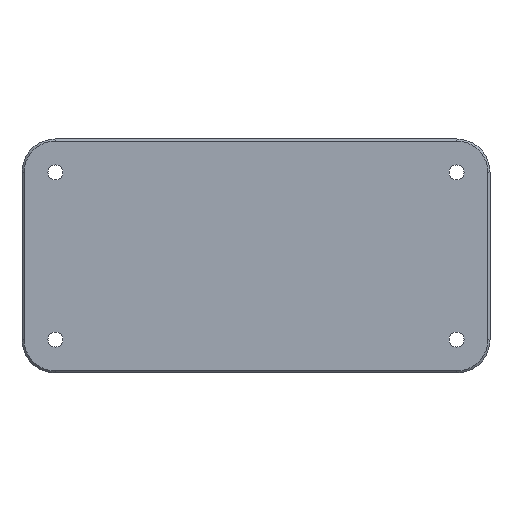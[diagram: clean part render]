
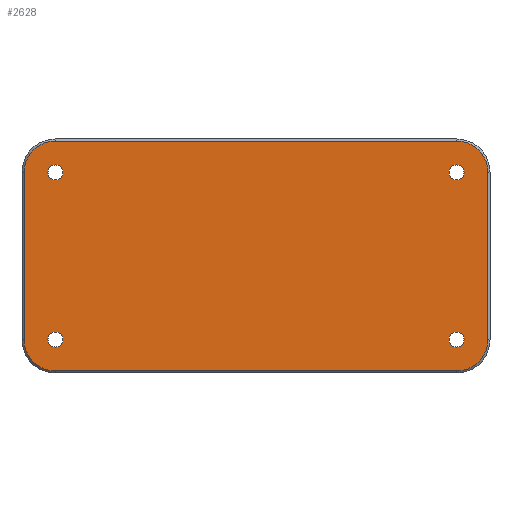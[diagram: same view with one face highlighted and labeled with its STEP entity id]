
A CAD part, front view. The second image highlights one B-rep face of the part: STEP entity #2628.
In plain terms, the highlighted planar face has unit normal (0, -1, 0).
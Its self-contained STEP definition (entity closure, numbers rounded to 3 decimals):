
#90=FACE_BOUND('',#464,.T.);
#91=FACE_BOUND('',#465,.T.);
#92=FACE_BOUND('',#466,.T.);
#93=FACE_BOUND('',#467,.T.);
#163=CIRCLE('',#2815,9.4);
#165=CIRCLE('',#2819,9.4);
#167=CIRCLE('',#2823,9.4);
#169=CIRCLE('',#2827,9.4);
#172=CIRCLE('',#2835,2.25);
#173=CIRCLE('',#2836,2.25);
#174=CIRCLE('',#2837,2.25);
#175=CIRCLE('',#2838,2.25);
#310=FACE_OUTER_BOUND('',#463,.T.);
#463=EDGE_LOOP('',(#1965,#1966,#1967,#1968,#1969,#1970,#1971,#1972));
#464=EDGE_LOOP('',(#1973));
#465=EDGE_LOOP('',(#1974));
#466=EDGE_LOOP('',(#1975));
#467=EDGE_LOOP('',(#1976));
#678=LINE('',#4068,#932);
#683=LINE('',#4082,#937);
#687=LINE('',#4094,#941);
#691=LINE('',#4106,#945);
#932=VECTOR('',#3247,10.);
#937=VECTOR('',#3260,10.);
#941=VECTOR('',#3272,10.);
#945=VECTOR('',#3284,10.);
#1193=VERTEX_POINT('',#4065);
#1194=VERTEX_POINT('',#4067);
#1197=VERTEX_POINT('',#4075);
#1199=VERTEX_POINT('',#4080);
#1201=VERTEX_POINT('',#4087);
#1203=VERTEX_POINT('',#4092);
#1205=VERTEX_POINT('',#4099);
#1207=VERTEX_POINT('',#4104);
#1213=VERTEX_POINT('',#4130);
#1214=VERTEX_POINT('',#4132);
#1215=VERTEX_POINT('',#4134);
#1216=VERTEX_POINT('',#4136);
#1471=EDGE_CURVE('',#1193,#1194,#678,.T.);
#1476=EDGE_CURVE('',#1197,#1193,#163,.T.);
#1478=EDGE_CURVE('',#1199,#1197,#683,.T.);
#1482=EDGE_CURVE('',#1201,#1199,#165,.T.);
#1484=EDGE_CURVE('',#1203,#1201,#687,.T.);
#1488=EDGE_CURVE('',#1205,#1203,#167,.T.);
#1490=EDGE_CURVE('',#1207,#1205,#691,.T.);
#1493=EDGE_CURVE('',#1194,#1207,#169,.T.);
#1503=EDGE_CURVE('',#1213,#1213,#172,.T.);
#1504=EDGE_CURVE('',#1214,#1214,#173,.T.);
#1505=EDGE_CURVE('',#1215,#1215,#174,.T.);
#1506=EDGE_CURVE('',#1216,#1216,#175,.T.);
#1965=ORIENTED_EDGE('',*,*,#1471,.F.);
#1966=ORIENTED_EDGE('',*,*,#1476,.F.);
#1967=ORIENTED_EDGE('',*,*,#1478,.F.);
#1968=ORIENTED_EDGE('',*,*,#1482,.F.);
#1969=ORIENTED_EDGE('',*,*,#1484,.F.);
#1970=ORIENTED_EDGE('',*,*,#1488,.F.);
#1971=ORIENTED_EDGE('',*,*,#1490,.F.);
#1972=ORIENTED_EDGE('',*,*,#1493,.F.);
#1973=ORIENTED_EDGE('',*,*,#1503,.T.);
#1974=ORIENTED_EDGE('',*,*,#1504,.T.);
#1975=ORIENTED_EDGE('',*,*,#1505,.T.);
#1976=ORIENTED_EDGE('',*,*,#1506,.T.);
#2536=PLANE('',#2834);
#2628=ADVANCED_FACE('',(#310,#90,#91,#92,#93),#2536,.T.);
#2815=AXIS2_PLACEMENT_3D('',#4077,#3255,#3256);
#2819=AXIS2_PLACEMENT_3D('',#4089,#3267,#3268);
#2823=AXIS2_PLACEMENT_3D('',#4101,#3279,#3280);
#2827=AXIS2_PLACEMENT_3D('',#4110,#3290,#3291);
#2834=AXIS2_PLACEMENT_3D('',#4129,#3311,#3312);
#2835=AXIS2_PLACEMENT_3D('',#4131,#3313,#3314);
#2836=AXIS2_PLACEMENT_3D('',#4133,#3315,#3316);
#2837=AXIS2_PLACEMENT_3D('',#4135,#3317,#3318);
#2838=AXIS2_PLACEMENT_3D('',#4137,#3319,#3320);
#3247=DIRECTION('',(1.,0.,0.));
#3255=DIRECTION('center_axis',(0.,1.,0.));
#3256=DIRECTION('ref_axis',(-0.707,0.,0.707));
#3260=DIRECTION('',(0.,0.,1.));
#3267=DIRECTION('center_axis',(0.,1.,0.));
#3268=DIRECTION('ref_axis',(-0.707,0.,-0.707));
#3272=DIRECTION('',(-1.,0.,0.));
#3279=DIRECTION('center_axis',(0.,1.,0.));
#3280=DIRECTION('ref_axis',(0.707,0.,-0.707));
#3284=DIRECTION('',(0.,0.,-1.));
#3290=DIRECTION('center_axis',(0.,1.,0.));
#3291=DIRECTION('ref_axis',(0.707,0.,0.707));
#3311=DIRECTION('center_axis',(0.,-1.,0.));
#3312=DIRECTION('ref_axis',(0.,0.,-1.));
#3313=DIRECTION('center_axis',(0.,1.,0.));
#3314=DIRECTION('ref_axis',(-1.,0.,0.));
#3315=DIRECTION('center_axis',(0.,1.,0.));
#3316=DIRECTION('ref_axis',(-1.,0.,0.));
#3317=DIRECTION('center_axis',(0.,1.,0.));
#3318=DIRECTION('ref_axis',(-1.,0.,0.));
#3319=DIRECTION('center_axis',(0.,1.,0.));
#3320=DIRECTION('ref_axis',(-1.,0.,0.));
#4065=CARTESIAN_POINT('',(-60.,-4.,34.4));
#4067=CARTESIAN_POINT('',(60.,-4.,34.4));
#4068=CARTESIAN_POINT('',(35.,-4.,34.4));
#4075=CARTESIAN_POINT('',(-69.4,-4.,25.));
#4077=CARTESIAN_POINT('Origin',(-60.,-4.,25.));
#4080=CARTESIAN_POINT('',(-69.4,-4.,-25.));
#4082=CARTESIAN_POINT('',(-69.4,-4.,17.5));
#4087=CARTESIAN_POINT('',(-60.,-4.,-34.4));
#4089=CARTESIAN_POINT('Origin',(-60.,-4.,-25.));
#4092=CARTESIAN_POINT('',(60.,-4.,-34.4));
#4094=CARTESIAN_POINT('',(-35.,-4.,-34.4));
#4099=CARTESIAN_POINT('',(69.4,-4.,-25.));
#4101=CARTESIAN_POINT('Origin',(60.,-4.,-25.));
#4104=CARTESIAN_POINT('',(69.4,-4.,25.));
#4106=CARTESIAN_POINT('',(69.4,-4.,-17.5));
#4110=CARTESIAN_POINT('Origin',(60.,-4.,25.));
#4129=CARTESIAN_POINT('Origin',(0.,-4.,0.));
#4130=CARTESIAN_POINT('',(62.25,-4.,25.));
#4131=CARTESIAN_POINT('Origin',(60.,-4.,25.));
#4132=CARTESIAN_POINT('',(-57.75,-4.,-25.));
#4133=CARTESIAN_POINT('Origin',(-60.,-4.,-25.));
#4134=CARTESIAN_POINT('',(-57.75,-4.,25.));
#4135=CARTESIAN_POINT('Origin',(-60.,-4.,25.));
#4136=CARTESIAN_POINT('',(62.25,-4.,-25.));
#4137=CARTESIAN_POINT('Origin',(60.,-4.,-25.));
